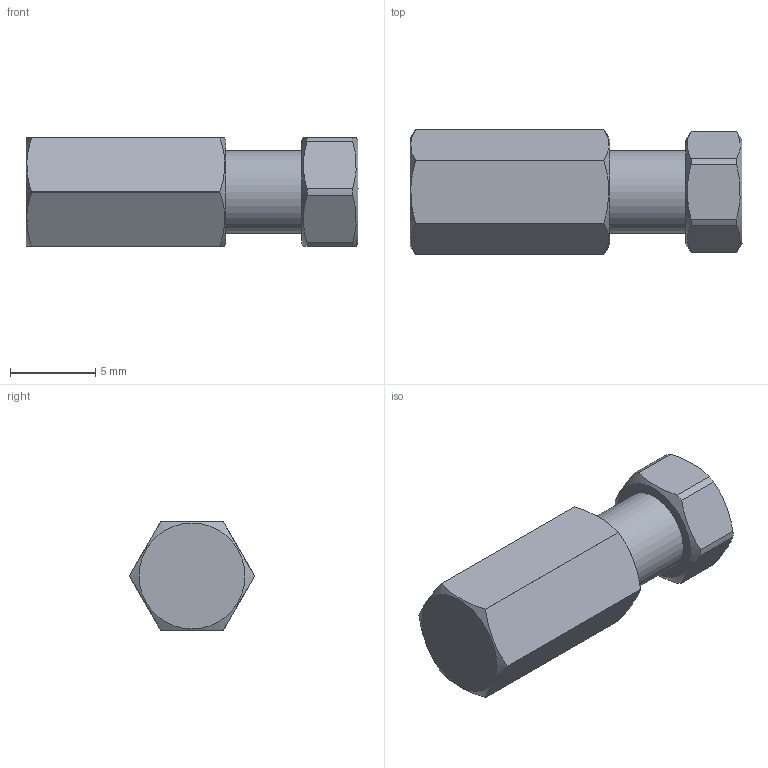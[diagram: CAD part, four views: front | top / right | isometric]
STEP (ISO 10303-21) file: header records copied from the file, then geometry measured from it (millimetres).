
FILE_DESCRIPTION((''),'2;1');
FILE_NAME('305039-ZC1 Cap.stp','2013-08-21T13:56:19',('Franzp'),(''),'Autodesk Inventor 2013','Autodesk Inventor 2013','');
FILE_SCHEMA(('AUTOMOTIVE_DESIGN { 1 0 10303 214 1 1 1 1 }'));
Length unit declared in the file: millimetre
Products named in the file (1): 305039_Shrinkwrap_1
Bounding box: 19.44 x 7.33 x 6.35 mm (x, y, z)
Surface area: 594.2 mm2 (no closed solid volume)
Topology: 0 solids, 3 shells, 31 faces, 97 edges, 65 vertices
Faces by surface type: plane 17, cylinder 8, cone 6
Full cylindrical faces by diameter (mm): 1.727 x1, 4.826 x1
Entity records: 1038 total; most frequent: CARTESIAN_POINT 224, DIRECTION 160, ORIENTED_EDGE 140, EDGE_CURVE 84, AXIS2_PLACEMENT_3D 68, VERTEX_POINT 60, EDGE_LOOP 42, CIRCLE 36
